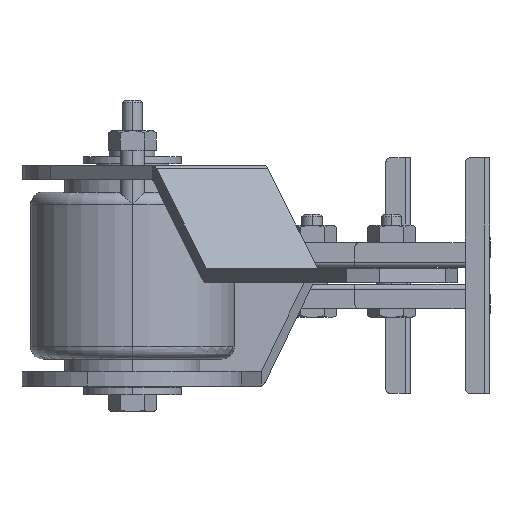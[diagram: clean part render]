
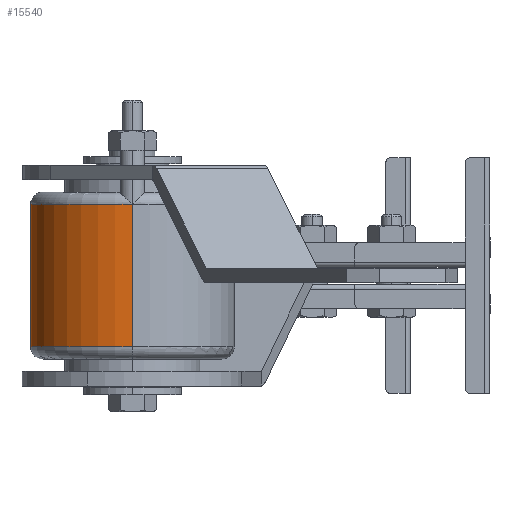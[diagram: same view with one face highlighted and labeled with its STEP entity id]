
A CAD part, left-side view. The second image highlights one B-rep face of the part: STEP entity #15540.
In plain terms, the highlighted cylindrical face has radius 41.5 mm (diameter 83 mm), a partial arc.
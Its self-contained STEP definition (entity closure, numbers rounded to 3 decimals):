
#16 = AXIS2_PLACEMENT_3D ( 'NONE', #11276, #1318, #3649 ) ;
#1115 = CYLINDRICAL_SURFACE ( 'NONE', #16, 41.5 ) ;
#1318 = DIRECTION ( 'NONE',  ( 0., 0., -1. ) ) ;
#3331 = CIRCLE ( 'NONE', #14568, 41.5 ) ;
#3430 = EDGE_CURVE ( 'NONE', #6086, #7511, #3919, .T. ) ;
#3649 = DIRECTION ( 'NONE',  ( -1., 0., 0. ) ) ;
#3919 = CIRCLE ( 'NONE', #12550, 41.5 ) ;
#4052 = CARTESIAN_POINT ( 'NONE',  ( 41.5, 0., 34. ) ) ;
#4240 = VERTEX_POINT ( 'NONE', #10819 ) ;
#4787 = CARTESIAN_POINT ( 'NONE',  ( 0., 0., 29. ) ) ;
#5894 = DIRECTION ( 'NONE',  ( 1., 0., 0. ) ) ;
#6086 = VERTEX_POINT ( 'NONE', #13311 ) ;
#6844 = VECTOR ( 'NONE', #10343, 1000. ) ;
#6958 = CARTESIAN_POINT ( 'NONE',  ( 0., 0., -29. ) ) ;
#7130 = DIRECTION ( 'NONE',  ( 0., 0., -1. ) ) ;
#7511 = VERTEX_POINT ( 'NONE', #8883 ) ;
#7717 = ORIENTED_EDGE ( 'NONE', *, *, #11476, .F. ) ;
#8883 = CARTESIAN_POINT ( 'NONE',  ( -41.5, 0., -29. ) ) ;
#10284 = LINE ( 'NONE', #4052, #6844 ) ;
#10343 = DIRECTION ( 'NONE',  ( 0., 0., -1. ) ) ;
#10550 = LINE ( 'NONE', #15803, #14709 ) ;
#10618 = DIRECTION ( 'NONE',  ( 1., 0., 0. ) ) ;
#10819 = CARTESIAN_POINT ( 'NONE',  ( -41.5, 0., 29. ) ) ;
#11276 = CARTESIAN_POINT ( 'NONE',  ( 0., 0., 34. ) ) ;
#11476 = EDGE_CURVE ( 'NONE', #4240, #7511, #10550, .T. ) ;
#11752 = EDGE_LOOP ( 'NONE', ( #11833, #15489, #14572, #7717 ) ) ;
#11790 = CARTESIAN_POINT ( 'NONE',  ( 41.5, 0., 29. ) ) ;
#11827 = DIRECTION ( 'NONE',  ( 0., 0., 1. ) ) ;
#11833 = ORIENTED_EDGE ( 'NONE', *, *, #14208, .T. ) ;
#11880 = DIRECTION ( 'NONE',  ( 0., 0., -1. ) ) ;
#12550 = AXIS2_PLACEMENT_3D ( 'NONE', #6958, #11827, #10618 ) ;
#13311 = CARTESIAN_POINT ( 'NONE',  ( 41.5, 0., -29. ) ) ;
#14208 = EDGE_CURVE ( 'NONE', #4240, #14596, #3331, .T. ) ;
#14568 = AXIS2_PLACEMENT_3D ( 'NONE', #4787, #7130, #5894 ) ;
#14572 = ORIENTED_EDGE ( 'NONE', *, *, #3430, .T. ) ;
#14596 = VERTEX_POINT ( 'NONE', #11790 ) ;
#14709 = VECTOR ( 'NONE', #11880, 1000. ) ;
#15220 = FACE_OUTER_BOUND ( 'NONE', #11752, .T. ) ;
#15489 = ORIENTED_EDGE ( 'NONE', *, *, #15553, .T. ) ;
#15540 = ADVANCED_FACE ( 'NONE', ( #15220 ), #1115, .T. ) ;
#15553 = EDGE_CURVE ( 'NONE', #14596, #6086, #10284, .T. ) ;
#15803 = CARTESIAN_POINT ( 'NONE',  ( -41.5, 0., 34. ) ) ;
